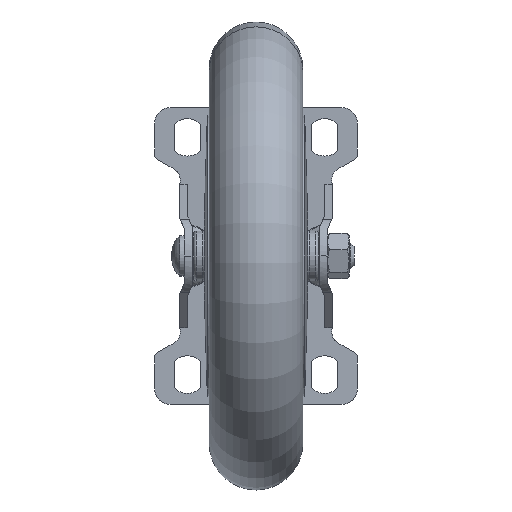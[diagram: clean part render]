
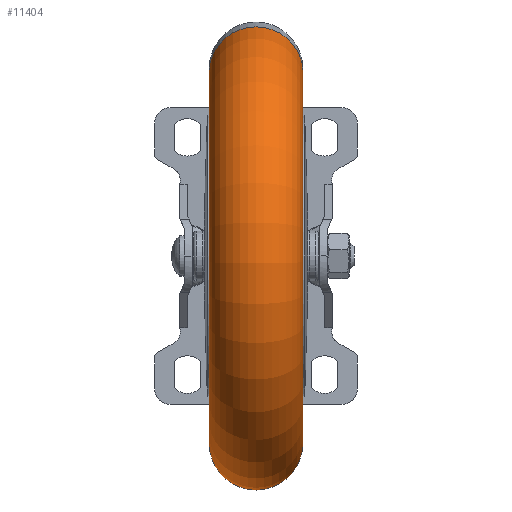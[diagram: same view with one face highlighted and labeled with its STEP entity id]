
A CAD part, front view. The second image highlights one B-rep face of the part: STEP entity #11404.
In plain terms, the highlighted toroidal (fillet/blend) face has major radius 60 mm and minor radius 15 mm.
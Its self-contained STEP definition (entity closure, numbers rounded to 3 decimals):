
#263 = ORIENTED_EDGE ( 'NONE', *, *, #3915, .F. ) ;
#1442 = CARTESIAN_POINT ( 'NONE',  ( 15., -7.912, 64.772 ) ) ;
#1539 = CARTESIAN_POINT ( 'NONE',  ( 0., 4.361, 6.041 ) ) ;
#1662 = EDGE_CURVE ( 'NONE', #3950, #5603, #24228, .T. ) ;
#1919 = CARTESIAN_POINT ( 'NONE',  ( -15., 16.633, -52.691 ) ) ;
#2717 = DIRECTION ( 'NONE',  ( 0., -0.979, -0.205 ) ) ;
#3915 = EDGE_CURVE ( 'NONE', #5603, #31533, #20009, .T. ) ;
#3950 = VERTEX_POINT ( 'NONE', #7828 ) ;
#5600 = CIRCLE ( 'NONE', #31530, 60. ) ;
#5603 = VERTEX_POINT ( 'NONE', #1919 ) ;
#7548 = ORIENTED_EDGE ( 'NONE', *, *, #1662, .F. ) ;
#7828 = CARTESIAN_POINT ( 'NONE',  ( 15., 16.633, -52.691 ) ) ;
#8254 = CARTESIAN_POINT ( 'NONE',  ( -15., -7.912, 64.772 ) ) ;
#9466 = TOROIDAL_SURFACE ( 'NONE', #16836, 60., 15. ) ;
#9592 = FACE_OUTER_BOUND ( 'NONE', #26534, .T. ) ;
#9666 = DIRECTION ( 'NONE',  ( -1., 0., 0. ) ) ;
#10404 = DIRECTION ( 'NONE',  ( 0., -0.205, 0.979 ) ) ;
#10428 = DIRECTION ( 'NONE',  ( -1., 0., 0. ) ) ;
#10458 = CARTESIAN_POINT ( 'NONE',  ( -15., 4.361, 6.041 ) ) ;
#11404 = ADVANCED_FACE ( 'NONE', ( #9592 ), #9466, .T. ) ;
#12909 = AXIS2_PLACEMENT_3D ( 'NONE', #31831, #31799, #31755 ) ;
#13676 = DIRECTION ( 'NONE',  ( -1., 0., 0. ) ) ;
#16836 = AXIS2_PLACEMENT_3D ( 'NONE', #1539, #13676, #20365 ) ;
#16917 = AXIS2_PLACEMENT_3D ( 'NONE', #10458, #10428, #10404 ) ;
#19018 = ORIENTED_EDGE ( 'NONE', *, *, #19655, .T. ) ;
#19198 = CARTESIAN_POINT ( 'NONE',  ( 0., -7.912, 64.772 ) ) ;
#19655 = EDGE_CURVE ( 'NONE', #30714, #31533, #33008, .T. ) ;
#20009 = CIRCLE ( 'NONE', #16917, 60. ) ;
#20365 = DIRECTION ( 'NONE',  ( 0., -0.205, 0.979 ) ) ;
#22061 = DIRECTION ( 'NONE',  ( 0., 0.205, -0.979 ) ) ;
#23737 = AXIS2_PLACEMENT_3D ( 'NONE', #19198, #2717, #22061 ) ;
#24094 = EDGE_CURVE ( 'NONE', #3950, #30714, #5600, .T. ) ;
#24228 = CIRCLE ( 'NONE', #12909, 15. ) ;
#26390 = CARTESIAN_POINT ( 'NONE',  ( 15., 4.361, 6.041 ) ) ;
#26534 = EDGE_LOOP ( 'NONE', ( #7548, #33240, #19018, #263 ) ) ;
#29209 = DIRECTION ( 'NONE',  ( 0., -0.205, 0.979 ) ) ;
#30714 = VERTEX_POINT ( 'NONE', #1442 ) ;
#31530 = AXIS2_PLACEMENT_3D ( 'NONE', #26390, #9666, #29209 ) ;
#31533 = VERTEX_POINT ( 'NONE', #8254 ) ;
#31755 = DIRECTION ( 'NONE',  ( 0., -0.205, 0.979 ) ) ;
#31799 = DIRECTION ( 'NONE',  ( 0., 0.979, 0.205 ) ) ;
#31831 = CARTESIAN_POINT ( 'NONE',  ( 0., 16.633, -52.691 ) ) ;
#33008 = CIRCLE ( 'NONE', #23737, 15. ) ;
#33240 = ORIENTED_EDGE ( 'NONE', *, *, #24094, .T. ) ;
